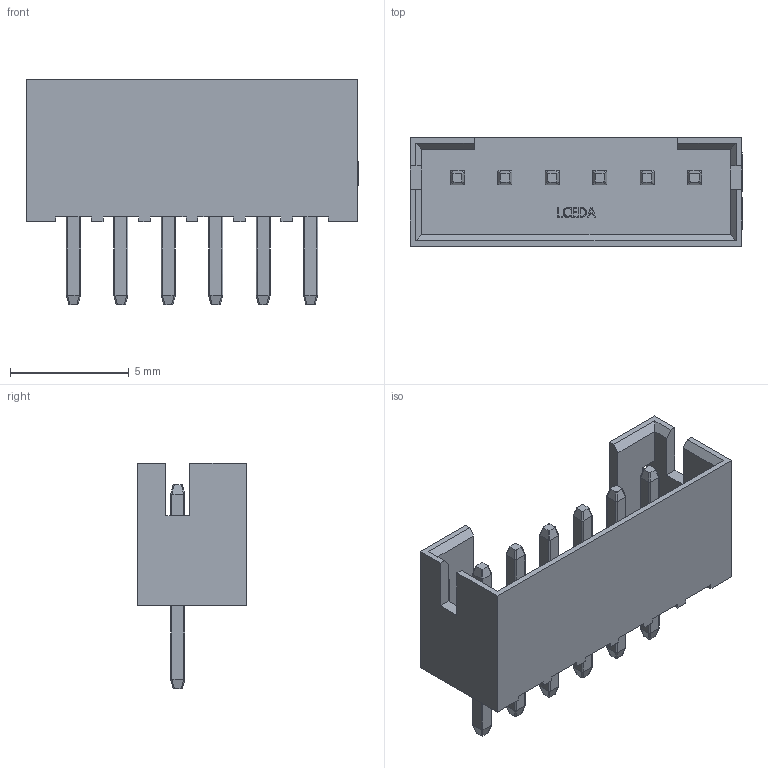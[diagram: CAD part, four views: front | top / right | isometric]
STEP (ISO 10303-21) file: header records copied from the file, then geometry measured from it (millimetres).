
FILE_DESCRIPTION (( 'STEP AP214' ), '1' );
FILE_NAME ('CONN-TH_PH2.00-LI-6P.step', '2022-08-08T03:27:09', ( '' ), ( '' ), 'SwSTEP 2.0', 'SolidWorks 2020', '' );
FILE_SCHEMA (( 'AUTOMOTIVE_DESIGN' ));
Length unit declared in the file: millimetre
Products named in the file (1): CONN-TH_PH2.00-LI-6P
Bounding box: 14 x 4.6 x 9.5 mm (x, y, z)
Volume: 157.1 mm3; surface area: 526.6 mm2
Topology: 14 solids, 14 shells, 553 faces, 1522 edges, 1012 vertices
Faces by surface type: plane 345, bspline 112, cylinder 96
Entity records: 24818 total; most frequent: CARTESIAN_POINT 5768, ORIENTED_EDGE 3044, DIRECTION 2034, EDGE_CURVE 1522, VECTOR 1054, LINE 1054, VERTEX_POINT 1012, EDGE_LOOP 584
